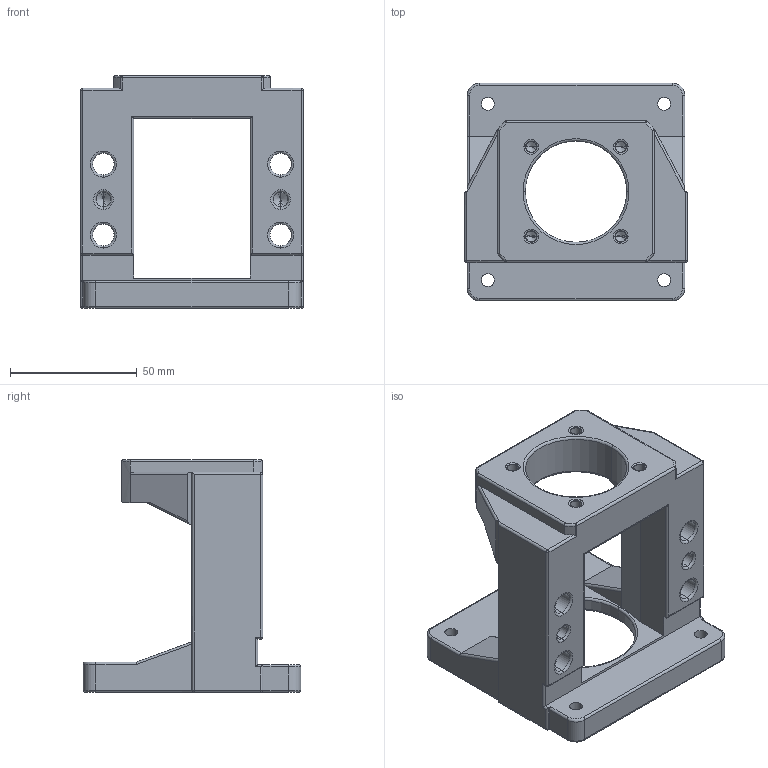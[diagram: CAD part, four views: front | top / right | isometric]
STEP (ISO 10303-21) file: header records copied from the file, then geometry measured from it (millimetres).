
FILE_DESCRIPTION (( 'STEP AP214' ), '1' );
FILE_NAME ('美式傳動座MBA15-F.STEP', '2012-02-10T03:03:06', ( '' ), ( '' ), 'SwSTEP 2.0', 'SolidWorks 2011', '' );
FILE_SCHEMA (( 'AUTOMOTIVE_DESIGN' ));
Length unit declared in the file: millimetre
Products named in the file (1): 美式傳動座MBA15-F
Bounding box: 88 x 86 x 92 mm (x, y, z)
Volume: 169956.1 mm3; surface area: 44045.9 mm2
Topology: 1 solids, 1 shells, 253 faces, 610 edges, 346 vertices
Faces by surface type: cylinder 114, torus 50, plane 49, cone 28, sphere 12
Entity records: 7372 total; most frequent: CARTESIAN_POINT 1412, DIRECTION 1306, ORIENTED_EDGE 1172, EDGE_CURVE 586, AXIS2_PLACEMENT_3D 524, VERTEX_POINT 346, EDGE_LOOP 286, CIRCLE 270
